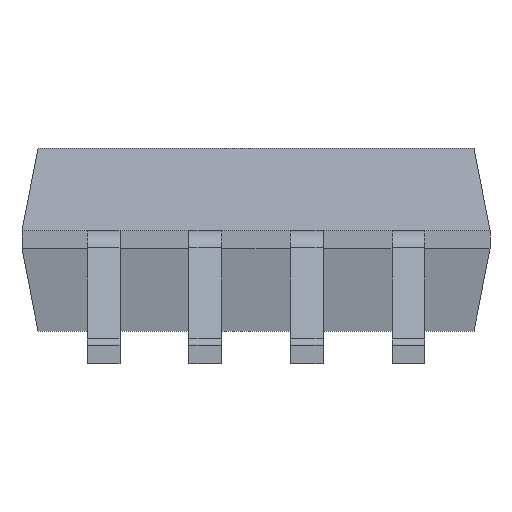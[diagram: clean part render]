
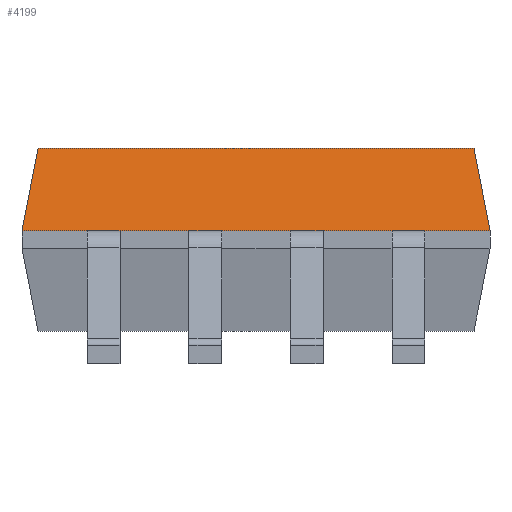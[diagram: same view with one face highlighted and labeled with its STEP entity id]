
A CAD part, front view. The second image highlights one B-rep face of the part: STEP entity #4199.
In plain terms, the highlighted planar face has unit normal (0, -0.982, 0.19).
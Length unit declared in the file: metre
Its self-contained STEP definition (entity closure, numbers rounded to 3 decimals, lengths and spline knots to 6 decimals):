
#1074=ORIENTED_EDGE('',*,*,#1940,.T.);
#1075=ORIENTED_EDGE('',*,*,#1963,.F.);
#1076=ORIENTED_EDGE('',*,*,#1943,.F.);
#1077=ORIENTED_EDGE('',*,*,#1931,.T.);
#1931=EDGE_CURVE('',#2452,#2453,#2837,.T.);
#1940=EDGE_CURVE('',#2453,#2461,#2841,.T.);
#1943=EDGE_CURVE('',#2452,#2463,#2844,.T.);
#1963=EDGE_CURVE('',#2463,#2461,#2864,.T.);
#2452=VERTEX_POINT('',#8642);
#2453=VERTEX_POINT('',#8643);
#2461=VERTEX_POINT('',#8778);
#2463=VERTEX_POINT('',#8784);
#2837=LINE('',#8641,#3254);
#2841=LINE('',#8777,#3258);
#2844=LINE('',#8783,#3261);
#2864=LINE('',#8815,#3281);
#3254=VECTOR('',#6257,1.);
#3258=VECTOR('',#6265,1.);
#3261=VECTOR('',#6270,1.);
#3281=VECTOR('',#6296,1.);
#3545=EDGE_LOOP('',(#1074,#1075,#1076,#1077));
#3806=FACE_BOUND('',#3545,.T.);
#4013=PLANE('',#5578);
#4199=ADVANCED_FACE('',(#3806),#4013,.T.);
#5578=AXIS2_PLACEMENT_3D('',#8832,#6319,#6320);
#6257=DIRECTION('',(-1.,0.,0.));
#6265=DIRECTION('',(-0.187,-0.187,-0.964));
#6270=DIRECTION('',(0.187,-0.187,-0.964));
#6296=DIRECTION('',(-1.,0.,0.));
#6319=DIRECTION('',(0.,-0.982,0.19));
#6320=DIRECTION('',(0.,-0.19,-0.982));
#8641=CARTESIAN_POINT('',(0.002925,-0.00355,0.002696));
#8642=CARTESIAN_POINT('',(0.002725,-0.00355,0.002696));
#8643=CARTESIAN_POINT('',(-0.002725,-0.00355,0.002696));
#8777=CARTESIAN_POINT('',(-0.002583,-0.003408,0.00343));
#8778=CARTESIAN_POINT('',(-0.002925,-0.00375,0.001665));
#8783=CARTESIAN_POINT('',(0.002583,-0.003408,0.00343));
#8784=CARTESIAN_POINT('',(0.002925,-0.00375,0.001665));
#8815=CARTESIAN_POINT('',(0.002925,-0.00375,0.001665));
#8832=CARTESIAN_POINT('',(0.002925,-0.00355,0.002696));
